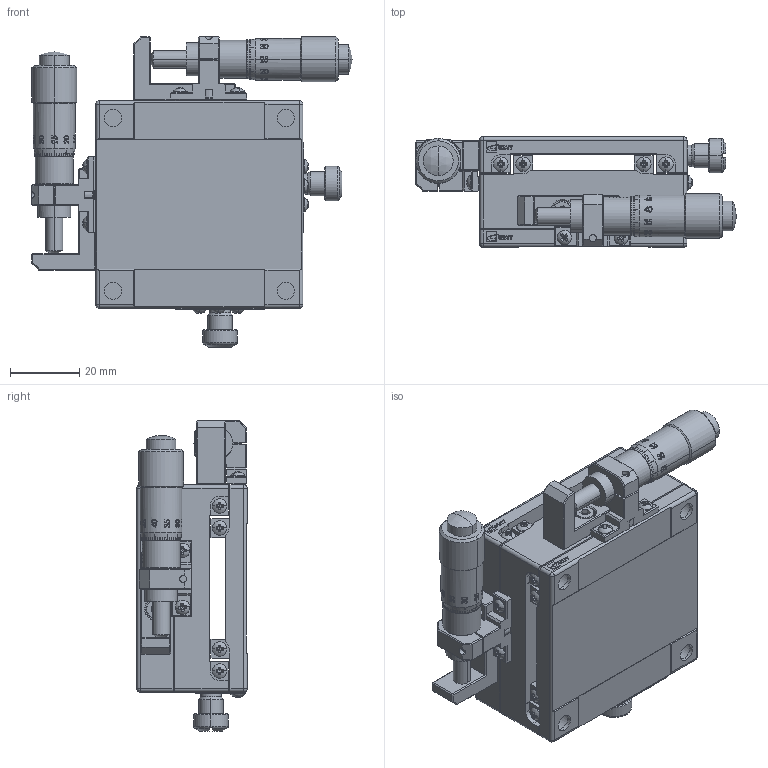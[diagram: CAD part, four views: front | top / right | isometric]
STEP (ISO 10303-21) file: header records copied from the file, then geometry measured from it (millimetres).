
FILE_DESCRIPTION (( 'STEP AP203' ), '1' );
FILE_NAME ('MY60-SS(«¬¿ý).STEP', '2013-05-06T07:15:27', ( '123' ), ( '' ), 'SwSTEP 2.0', 'SolidWorks 2013', '' );
FILE_SCHEMA (( 'CONFIG_CONTROL_DESIGN' ));
Products named in the file (4): Group2^MY60-SS(型錄); Group3^MY60-SS(型錄); MY60-SS(型錄); Group1^MY60-SS(型錄)
Assembly tree (3 placements, depth 2):
  MY60-SS(型錄)
    Group1^MY60-SS(型錄)
    Group2^MY60-SS(型錄)
    Group3^MY60-SS(型錄)
Bounding box: 92.75 x 32 x 89.8 mm (x, y, z)
Volume: 109227.6 mm3; surface area: 43913.8 mm2
Topology: 16 solids, 16 shells, 3826 faces, 10302 edges, 6609 vertices
Faces by surface type: plane 2160, cylinder 581, bspline 569, cone 410, sphere 68, torus 38
Full cylindrical faces by diameter (mm): 2.5 x8
Entity records: 168622 total; most frequent: CARTESIAN_POINT 75250, ORIENTED_EDGE 20480, DIRECTION 17790, EDGE_CURVE 10240, VERTEX_POINT 6625, AXIS2_PLACEMENT_3D 5963, LINE 5864, VECTOR 5864
